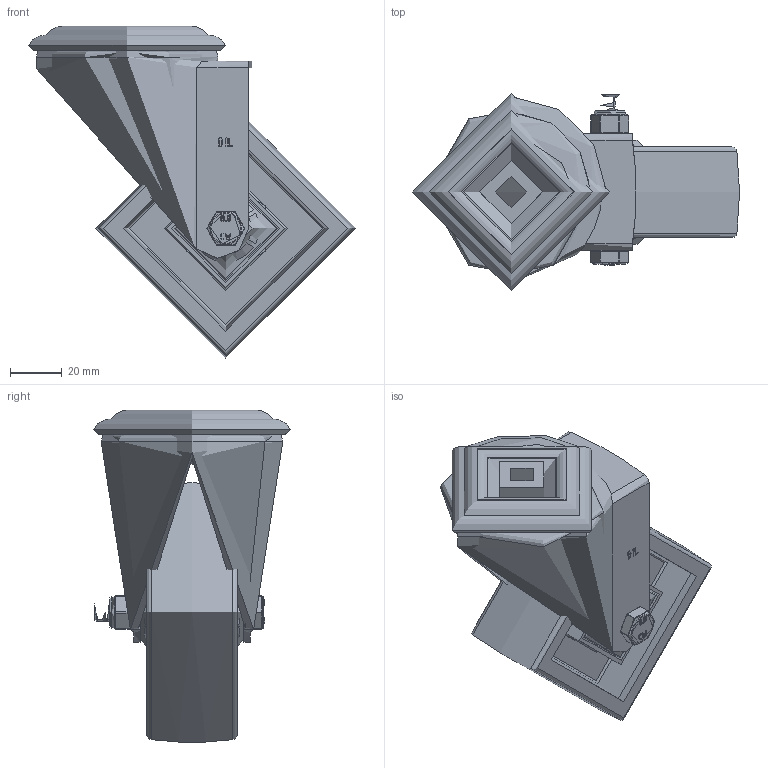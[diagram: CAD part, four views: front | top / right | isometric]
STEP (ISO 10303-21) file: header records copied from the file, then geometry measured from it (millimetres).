
FILE_DESCRIPTION(/* description */ ('','CAx-IF Rec.Pracs.---Representation and Presentation of Product Manufacturing Information (PMI)---4.0---2014-10-13'),/* implementation_level */ '2;1');
FILE_NAME(/* name */ 'BZMM100PNBJBH12.step',/* time_stamp */ '2024-12-16T10:15:59Z',/* author */ (''),/* organization */ (''),/* preprocessor_version */ 'ST-DEVELOPER v20',/* originating_system */ 'Autodesk Translation Framework v13.20.0.188',/* authorisation */ '');
FILE_SCHEMA (('AP242_MANAGED_MODEL_BASED_3D_ENGINEERING_MIM_LF { 1 0 10303 442 1 1 4 }'));
Length unit declared in the file: millimetre
Products named in the file (22): BZMM100PNBJBH12; BZMM100ASBH12 v1; ZINC PLATED PRESSED STEEL HEAD; ZINC PLATED, PRESSED STEEL FORKS; BZMM100WPNBJM8 v1; POLYURETHANE TYRE; NYLON RIM; BEARING 6202; METAL; METAL2; Pattern; Component1; MIDDLE; RUBBER; RUBBER2; CAP; HEXBOLTM8X60Z8.8 - NEW v2; GRADE 8.8 ZINC PLATED BOLT; NYLOCM8Z v1; NYLOC NUT; NUT; RUBBER (1)
Assembly tree (29 placements, depth 5):
  BZMM100PNBJBH12
    BZMM100ASBH12 v1
      ZINC PLATED PRESSED STEEL HEAD
      ZINC PLATED, PRESSED STEEL FORKS
    BZMM100WPNBJM8 v1
      POLYURETHANE TYRE
      NYLON RIM
      BEARING 6202
        METAL
        METAL2
        Pattern
          Component1  x8
        MIDDLE
        RUBBER
        RUBBER2
      CAP  x2
    HEXBOLTM8X60Z8.8 - NEW v2
      GRADE 8.8 ZINC PLATED BOLT
    NYLOCM8Z v1
      NYLOC NUT
        NUT
        RUBBER (1)
Bounding box: 126 x 76 x 127.89 mm (x, y, z)
Volume: 217464.4 mm3; surface area: 128284.3 mm2
Topology: 22 solids, 22 shells, 775 faces, 1884 edges, 1224 vertices
Faces by surface type: plane 303, cylinder 186, bspline 181, sphere 48, torus 45, cone 12
Full cylindrical faces by diameter (mm): 0.664 x2, 6.446 x9, 7.866 x15, 8 x2, 8.2 x2, 8.4 x2, 8.6 x2, 12 x1, 12.1 x1, 12.2 x1, 14.95 x2, 15 x1, 18 x1, 19.75 x2, 20 x4, 21.313 x1, 22.5 x2, 23 x2, 24 x3, 26 x2, 30 x6, 30.5 x2, 31 x4, 32 x1, 33 x2, 35 x2, 37 x2, 37.25 x2, 38 x1, 39.75 x2
Entity records: 29258 total; most frequent: CARTESIAN_POINT 12595, ORIENTED_EDGE 3488, DIRECTION 2921, EDGE_CURVE 1744, VERTEX_POINT 1146, AXIS2_PLACEMENT_3D 1091, EDGE_LOOP 876, LINE 739
